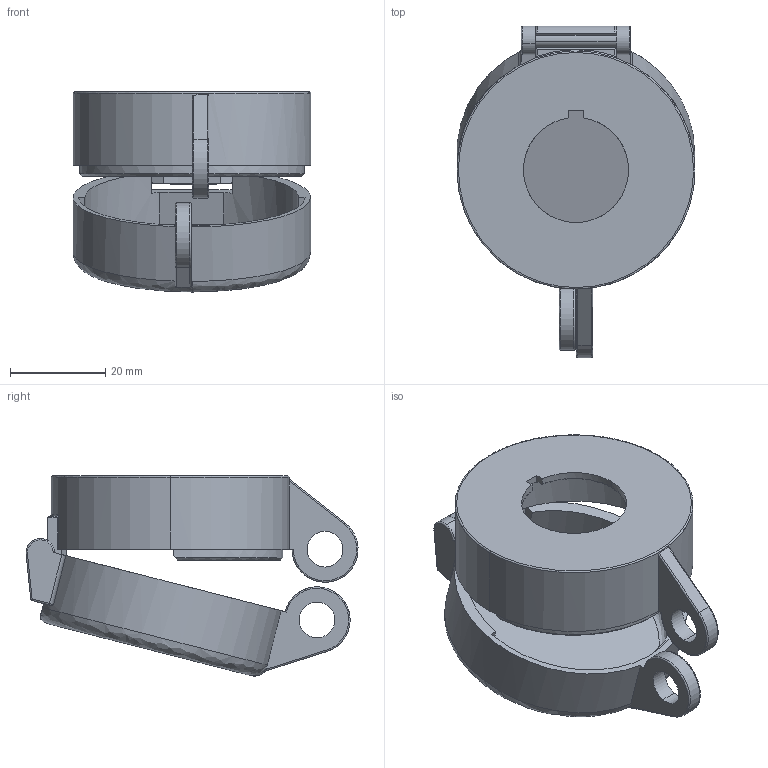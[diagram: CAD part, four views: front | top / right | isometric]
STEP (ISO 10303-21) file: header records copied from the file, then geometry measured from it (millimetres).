
FILE_DESCRIPTION (( 'STEP AP214' ), '1' );
FILE_NAME ('KEG42.STEP', '2022-12-14T00:33:54', ( 'Microsoft' ), ( 'Microsoft' ), 'SwSTEP 2.0', 'SolidWorks 2015', '' );
FILE_SCHEMA (( 'AUTOMOTIVE_DESIGN' ));
Length unit declared in the file: millimetre
Products named in the file (3): KEG42; KEG4 滅誘欶; KEG42 菁釱
Assembly tree (2 placements, depth 2):
  KEG42
    KEG42 菁釱
    KEG4 滅誘欶
Bounding box: 50 x 69.78 x 42.06 mm (x, y, z)
Volume: 17877.1 mm3; surface area: 17643.3 mm2
Topology: 2 solids, 2 shells, 583 faces, 1540 edges, 975 vertices
Faces by surface type: plane 381, cylinder 111, bspline 90, cone 1
Entity records: 28002 total; most frequent: CARTESIAN_POINT 7573, ORIENTED_EDGE 3072, DIRECTION 2624, EDGE_CURVE 1536, LINE 1044, VECTOR 1044, VERTEX_POINT 975, AXIS2_PLACEMENT_3D 790
